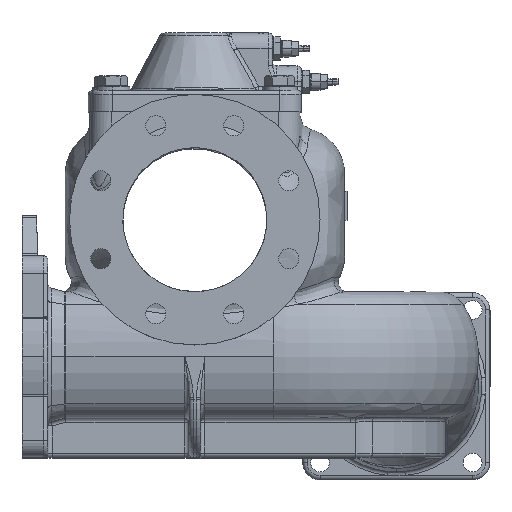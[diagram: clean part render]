
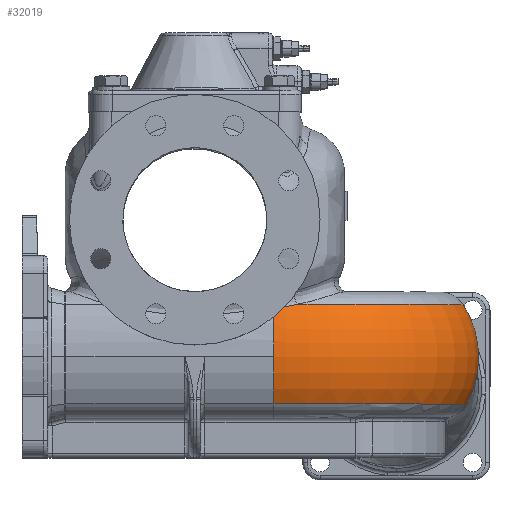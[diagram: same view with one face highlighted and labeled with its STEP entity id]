
A CAD part, top view. The second image highlights one B-rep face of the part: STEP entity #32019.
In plain terms, the highlighted toroidal (fillet/blend) face has major radius 75 mm and minor radius 67 mm.
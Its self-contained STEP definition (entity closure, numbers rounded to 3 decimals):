
#682 = CIRCLE ( 'NONE', #39710, 67. ) ;
#1577 = CIRCLE ( 'NONE', #39711, 131.32 ) ;
#17544 = CARTESIAN_POINT ( 'NONE',  ( 197., -38., 0. ) ) ;
#19346 = VERTEX_POINT ( 'NONE', #129212 ) ;
#22617 = EDGE_CURVE ( 'NONE', #56319, #57657, #72743, .T. ) ;
#22945 = EDGE_CURVE ( 'NONE', #54968, #56183, #72878, .T. ) ;
#24389 = EDGE_CURVE ( 'NONE', #19346, #88161, #1577, .T. ) ;
#24395 = EDGE_CURVE ( 'NONE', #88134, #56319, #682, .T. ) ;
#24399 = EDGE_CURVE ( 'NONE', #88161, #88134, #114807, .T. ) ;
#24612 = EDGE_CURVE ( 'NONE', #19346, #54968, #155991, .T. ) ;
#24710 = EDGE_CURVE ( 'NONE', #56183, #57657, #156830, .T. ) ;
#31522 = CARTESIAN_POINT ( 'NONE',  ( 130., -38., 0. ) ) ;
#31526 = DIRECTION ( 'NONE',  ( 0., 0., -1. ) ) ;
#31602 = DIRECTION ( 'NONE',  ( -1., 0., 0. ) ) ;
#32019 = ADVANCED_FACE ( 'NONE', ( #160026 ), #160024, .T. ) ;
#39413 = AXIS2_PLACEMENT_3D ( 'NONE', #138572, #138575, #136912 ) ;
#39477 = AXIS2_PLACEMENT_3D ( 'NONE', #31522, #31526, #31602 ) ;
#39710 = AXIS2_PLACEMENT_3D ( 'NONE', #106405, #107136, #106406 ) ;
#39711 = AXIS2_PLACEMENT_3D ( 'NONE', #106382, #107079, #107076 ) ;
#39793 = AXIS2_PLACEMENT_3D ( 'NONE', #121563, #121184, #120596 ) ;
#39817 = AXIS2_PLACEMENT_3D ( 'NONE', #120837, #121730, #121746 ) ;
#54968 = VERTEX_POINT ( 'NONE', #17544 ) ;
#56183 = VERTEX_POINT ( 'NONE', #140925 ) ;
#56319 = VERTEX_POINT ( 'NONE', #141169 ) ;
#57657 = VERTEX_POINT ( 'NONE', #176035 ) ;
#72743 = CIRCLE ( 'NONE', #39413, 67. ) ;
#72878 = CIRCLE ( 'NONE', #39477, 67. ) ;
#74185 = ORIENTED_EDGE ( 'NONE', *, *, #24399, .T. ) ;
#74243 = ORIENTED_EDGE ( 'NONE', *, *, #22617, .T. ) ;
#74412 = ORIENTED_EDGE ( 'NONE', *, *, #24389, .T. ) ;
#74451 = ORIENTED_EDGE ( 'NONE', *, *, #22945, .F. ) ;
#74677 = ORIENTED_EDGE ( 'NONE', *, *, #24710, .F. ) ;
#75236 = ORIENTED_EDGE ( 'NONE', *, *, #24612, .F. ) ;
#75546 = ORIENTED_EDGE ( 'NONE', *, *, #24395, .T. ) ;
#88134 = VERTEX_POINT ( 'NONE', #172129 ) ;
#88161 = VERTEX_POINT ( 'NONE', #172156 ) ;
#106116 = CARTESIAN_POINT ( 'NONE',  ( 55., -4.419, 132.977 ) ) ;
#106117 = CARTESIAN_POINT ( 'NONE',  ( 60.33, -3.673, 132.438 ) ) ;
#106118 = CARTESIAN_POINT ( 'NONE',  ( 63.638, -3.187, 131.965 ) ) ;
#106119 = CARTESIAN_POINT ( 'NONE',  ( 64.294, -3.072, 131.85 ) ) ;
#106120 = CARTESIAN_POINT ( 'NONE',  ( 65.602, -2.831, 131.603 ) ) ;
#106122 = CARTESIAN_POINT ( 'NONE',  ( 69.489, -2.017, 130.725 ) ) ;
#106128 = CARTESIAN_POINT ( 'NONE',  ( 70.762, -1.708, 130.37 ) ) ;
#106382 = CARTESIAN_POINT ( 'NONE',  ( 55., -1.708, 0. ) ) ;
#106405 = CARTESIAN_POINT ( 'NONE',  ( 55., -38., 75. ) ) ;
#106406 = DIRECTION ( 'NONE',  ( 0., 0., -1. ) ) ;
#107076 = DIRECTION ( 'NONE',  ( 0., 0., -1. ) ) ;
#107079 = DIRECTION ( 'NONE',  ( 0., -1., 0. ) ) ;
#107136 = DIRECTION ( 'NONE',  ( 1., 0., 0. ) ) ;
#107230 = CARTESIAN_POINT ( 'NONE',  ( 66.254, -2.706, 131.471 ) ) ;
#107234 = CARTESIAN_POINT ( 'NONE',  ( 68.202, -2.307, 131.045 ) ) ;
#107257 = CARTESIAN_POINT ( 'NONE',  ( 61.66, -3.502, 132.275 ) ) ;
#107411 = CARTESIAN_POINT ( 'NONE',  ( 56.333, -4.22, 132.862 ) ) ;
#107414 = CARTESIAN_POINT ( 'NONE',  ( 57.666, -4.032, 132.731 ) ) ;
#114807 = B_SPLINE_CURVE_WITH_KNOTS ( 'NONE', 3,
 ( #106128, #106122, #107234, #107230, #106120, #106119, #106118, #107257, #106117, #107414, #107411, #106116 ),
 .UNSPECIFIED., .F., .F.,
 ( 4, 2, 2, 2, 2, 4 ),
 ( 0., 0.004, 0.006, 0.008, 0.012, 0.016 ),
 .UNSPECIFIED. ) ;
#120596 = DIRECTION ( 'NONE',  ( -1., 0., 0. ) ) ;
#120837 = CARTESIAN_POINT ( 'NONE',  ( 55., -70.802, 0. ) ) ;
#121184 = DIRECTION ( 'NONE',  ( 0., 0., -1. ) ) ;
#121563 = CARTESIAN_POINT ( 'NONE',  ( 130., -38., 0. ) ) ;
#121730 = DIRECTION ( 'NONE',  ( 0., -1., 0. ) ) ;
#121746 = DIRECTION ( 'NONE',  ( 0., 0., -1. ) ) ;
#127547 = EDGE_LOOP ( 'NONE', ( #74412, #74185, #75546, #74243, #74677, #74451, #75236 ) ) ;
#129212 = CARTESIAN_POINT ( 'NONE',  ( 186.32, -1.708, 0. ) ) ;
#136912 = DIRECTION ( 'NONE',  ( 0., 0., -1. ) ) ;
#138572 = CARTESIAN_POINT ( 'NONE',  ( 55., -38., 75. ) ) ;
#138575 = DIRECTION ( 'NONE',  ( 1., 0., 0. ) ) ;
#140925 = CARTESIAN_POINT ( 'NONE',  ( 188.421, -70.802, 0. ) ) ;
#141169 = CARTESIAN_POINT ( 'NONE',  ( 55., -38., 142. ) ) ;
#155991 = CIRCLE ( 'NONE', #39793, 67. ) ;
#156830 = CIRCLE ( 'NONE', #39817, 133.421 ) ;
#160024 = TOROIDAL_SURFACE ( 'NONE', #172938, 75., 67. ) ;
#160026 = FACE_OUTER_BOUND ( 'NONE', #127547, .T. ) ;
#172129 = CARTESIAN_POINT ( 'NONE',  ( 55., -4.419, 132.977 ) ) ;
#172156 = CARTESIAN_POINT ( 'NONE',  ( 70.762, -1.708, 130.37 ) ) ;
#172938 = AXIS2_PLACEMENT_3D ( 'NONE', #185444, #185418, #185470 ) ;
#176035 = CARTESIAN_POINT ( 'NONE',  ( 55., -70.802, 133.421 ) ) ;
#185418 = DIRECTION ( 'NONE',  ( 0., -1., 0. ) ) ;
#185444 = CARTESIAN_POINT ( 'NONE',  ( 55., -38., 0. ) ) ;
#185470 = DIRECTION ( 'NONE',  ( 0., 0., -1. ) ) ;
